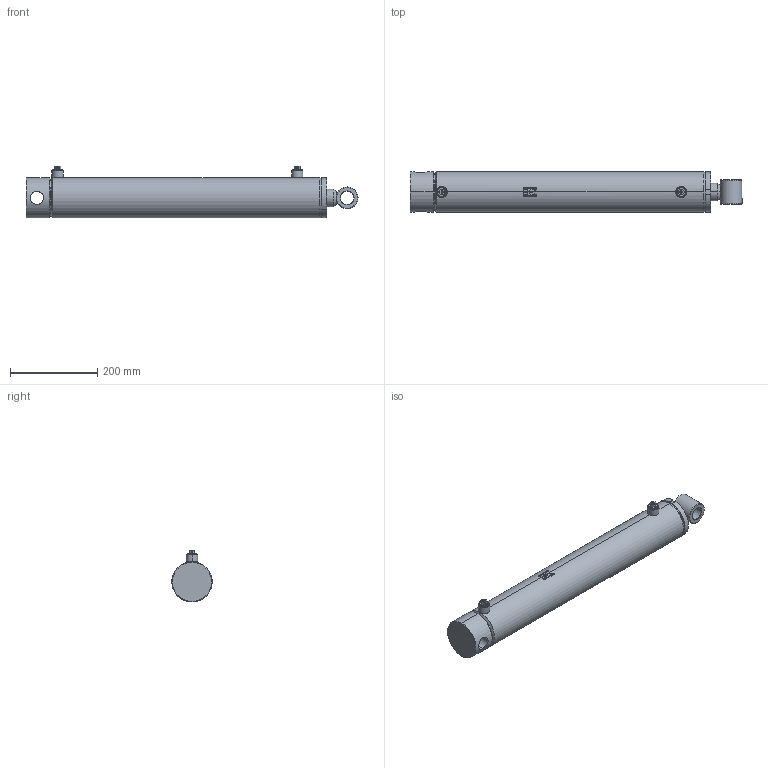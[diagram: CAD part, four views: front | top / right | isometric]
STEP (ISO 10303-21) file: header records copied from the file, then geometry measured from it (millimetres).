
FILE_DESCRIPTION (( 'STEP AP214' ), '1' );
FILE_NAME ('CFGCY0079628-Cylinder.step', '2026-03-07T17:45:51', ( 'Kramp IT' ), ( 'Kramp' ), 'SwSTEP 2.0', 'SolidWorks 2025', '' );
FILE_SCHEMA (( 'AUTOMOTIVE_DESIGN' ));
Length unit declared in the file: millimetre
Products named in the file (19): Rod-WA_Simplified; Tube-MA_Simplified; Tube-WA_Simplified; DS2908004VM_Simplified; DS2908013040_Simplified; DS2908004_Simplified; BUSH-RD; SP06M; DS2908013040VM_Simplified; CFGCY0079628-Cylinder; ENDCAP80HOLE; BUSHVM-RD; ATT-NONE; Rod_Simplified; DS2908015; Tube_Simplified; LSN06E; MATE-AID; DC39BEVD080B
Assembly tree (18 placements, depth 4):
  CFGCY0079628-Cylinder
    Tube-WA_Simplified
      Tube-MA_Simplified
        Tube_Simplified
        LSN06E
      LSN06E
      DC39BEVD080B
        ENDCAP80HOLE
    Rod-WA_Simplified
      Rod_Simplified
      BUSHVM-RD
        BUSH-RD
    DS2908013040VM_Simplified
      DS2908013040_Simplified
    DS2908004VM_Simplified
      DS2908004_Simplified
    DS2908015
    SP06M  x2
  ATT-NONE
  MATE-AID
Bounding box: 760 x 92 x 119 mm (x, y, z)
Volume: 2699225.2 mm3; surface area: 546362.4 mm2
Topology: 11 solids, 11 shells, 336 faces, 758 edges, 478 vertices
Faces by surface type: plane 133, cylinder 113, cone 64, torus 22, bspline 4
Entity records: 8118 total; most frequent: CARTESIAN_POINT 1779, DIRECTION 1344, ORIENTED_EDGE 1132, EDGE_CURVE 566, AXIS2_PLACEMENT_3D 536, VERTEX_POINT 356, EDGE_LOOP 296, LINE 272
